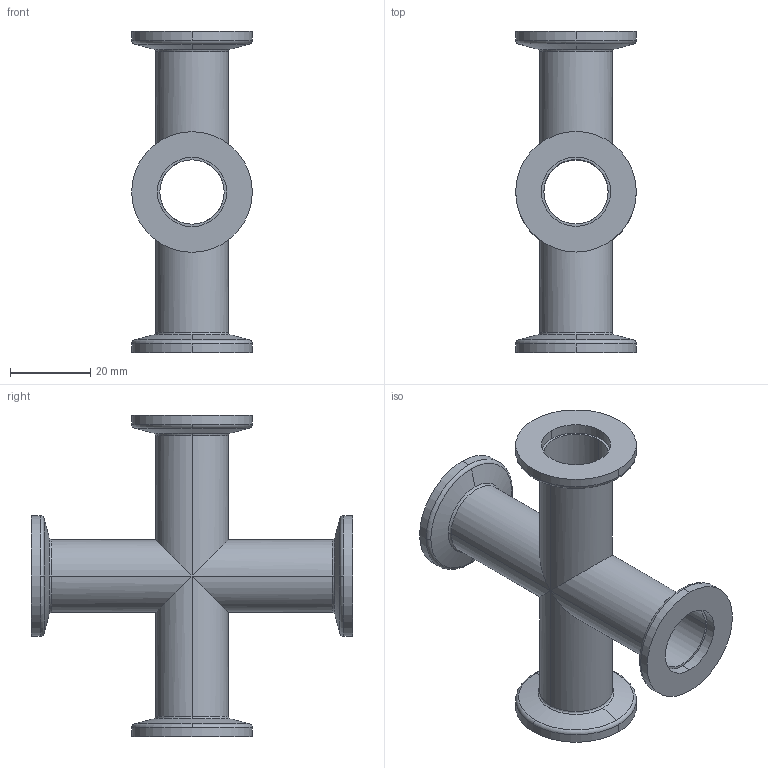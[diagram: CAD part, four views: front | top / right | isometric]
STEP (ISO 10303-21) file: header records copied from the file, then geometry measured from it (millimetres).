
FILE_DESCRIPTION((''),'2;1');
FILE_NAME('PF128216-X.stp','2004-06-24T16:31:12',('KAA'),(''),'Autodesk Inventor (R) 6.0','Autodesk Inventor (R) 6.0','');
FILE_SCHEMA(('AUTOMOTIVE_DESIGN { 1 0 10303 214 1 1 1 1 }'));
Length unit declared in the file: millimetre
Products named in the file (1): PF128216-X
Bounding box: 30 x 80 x 80 mm (x, y, z)
Volume: 13804.2 mm3; surface area: 18676.6 mm2
Topology: 1 solids, 1 shells, 64 faces, 160 edges, 100 vertices
Faces by surface type: cylinder 32, torus 8, cone 8, bspline 8, plane 8
Entity records: 2319 total; most frequent: CARTESIAN_POINT 677, DIRECTION 394, ORIENTED_EDGE 320, AXIS2_PLACEMENT_3D 177, EDGE_CURVE 160, CIRCLE 112, VERTEX_POINT 100, EDGE_LOOP 72
